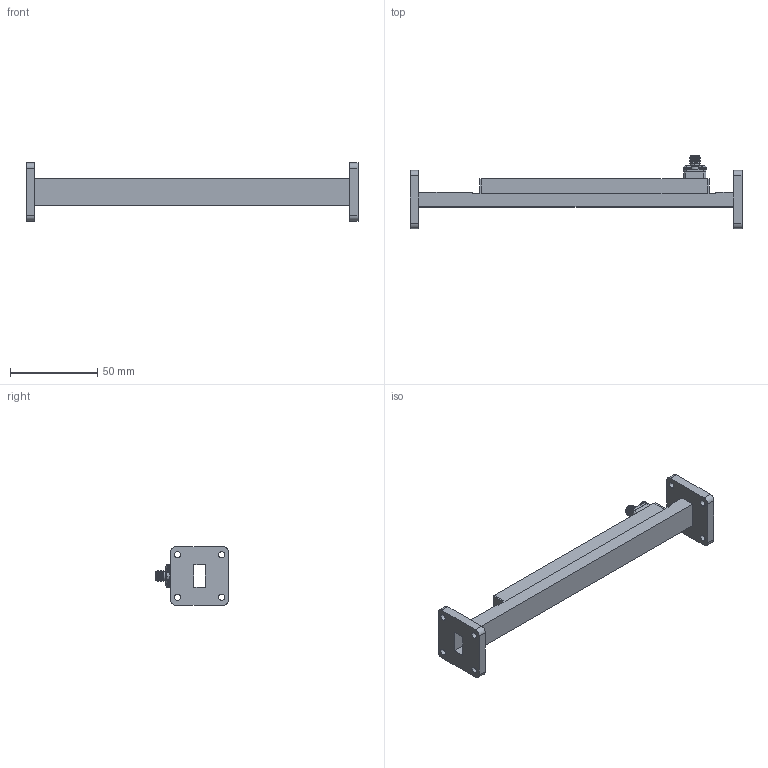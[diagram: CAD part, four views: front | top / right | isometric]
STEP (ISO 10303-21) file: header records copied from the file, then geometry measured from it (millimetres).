
FILE_DESCRIPTION (( 'STEP AP214' ), '1' );
FILE_NAME ('FMW51CP001-40_3D.step', '2025-03-13T16:37:55', ( '' ), ( '' ), 'SwSTEP 2.0', 'SolidWorks 2022', '' );
FILE_SCHEMA (( 'AUTOMOTIVE_DESIGN' ));
Length unit declared in the file: inch
Products named in the file (4): FMW51CP001-40; 4-40 PAN HD SCREW; SC7620; FMW51CP001-40_3D
Assembly tree (6 placements, depth 2):
  FMW51CP001-40_3D
    FMW51CP001-40
    SC7620
    4-40 PAN HD SCREW  x4
Bounding box: 190 x 41.99 x 33.3 mm (x, y, z)
Volume: 22906.2 mm3; surface area: 30521 mm2
Topology: 6 solids, 7 shells, 569 faces, 1528 edges, 997 vertices
Faces by surface type: cylinder 298, plane 167, cone 68, torus 16, bspline 12, sphere 8
Entity records: 9885 total; most frequent: CARTESIAN_POINT 2696, DIRECTION 1480, ORIENTED_EDGE 1480, EDGE_CURVE 740, AXIS2_PLACEMENT_3D 562, VERTEX_POINT 478, LINE 356, VECTOR 356
